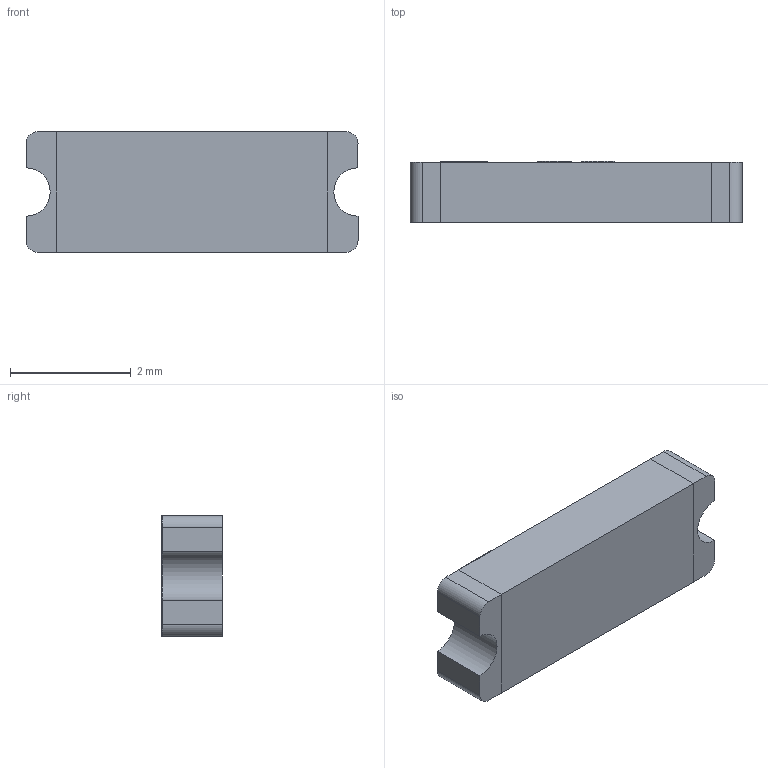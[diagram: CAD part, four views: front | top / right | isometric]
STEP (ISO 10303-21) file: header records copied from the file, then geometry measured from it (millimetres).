
FILE_DESCRIPTION(/* description */ (''),/* implementation_level */ '2;1');
FILE_NAME(/* name */ 'CA-C03.step',/* time_stamp */ '2021-09-27T18:28:06+08:00',/* author */ (''),/* organization */ (''),/* preprocessor_version */ 'ST-DEVELOPER v18.1',/* originating_system */ 'Autodesk Translation Framework v10.10.0.1391',/* authorisation */ '');
FILE_SCHEMA (('AUTOMOTIVE_DESIGN { 1 0 10303 214 3 1 1 }'));
Length unit declared in the file: millimetre
Products named in the file (1): CA-C03
Bounding box: 5.5 x 1.01 x 2 mm (x, y, z)
Volume: 10.5 mm3; surface area: 48.6 mm2
Topology: 6 solids, 6 shells, 111 faces, 297 edges, 198 vertices
Faces by surface type: bspline 68, plane 37, cylinder 6
Entity records: 4142 total; most frequent: CARTESIAN_POINT 1763, ORIENTED_EDGE 594, EDGE_CURVE 297, DIRECTION 261, VERTEX_POINT 198, LINE 149, VECTOR 149, B_SPLINE_CURVE_WITH_KNOTS 136
